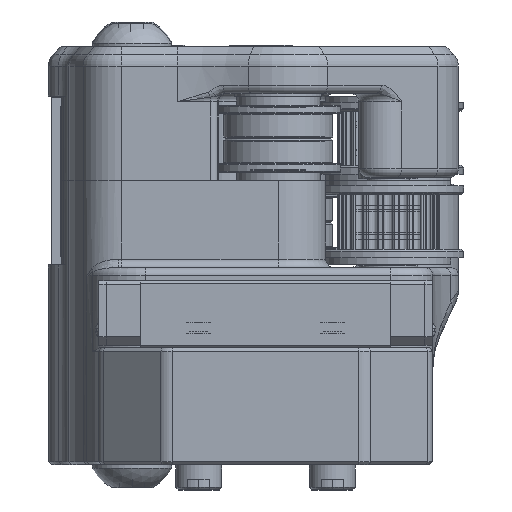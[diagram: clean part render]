
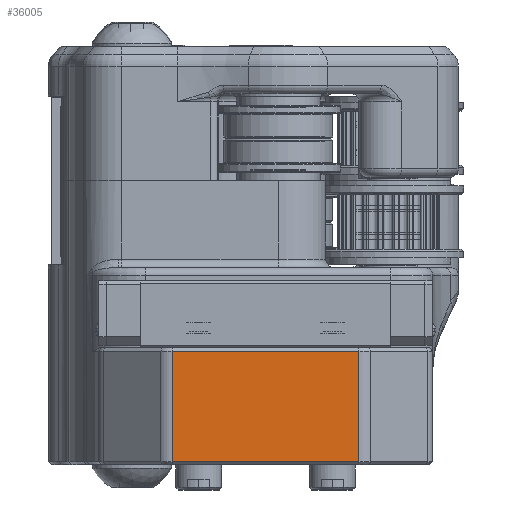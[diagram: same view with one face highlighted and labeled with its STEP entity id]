
A CAD part, front view. The second image highlights one B-rep face of the part: STEP entity #36005.
In plain terms, the highlighted planar face has unit normal (0, -1, 0).
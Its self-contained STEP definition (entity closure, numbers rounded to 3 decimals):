
#3512=LINE('',#61820,#6489);
#3515=LINE('',#61827,#6492);
#3559=LINE('',#61979,#6536);
#3560=LINE('',#61981,#6537);
#6489=VECTOR('',#49669,10.);
#6492=VECTOR('',#49676,10.);
#6536=VECTOR('',#49800,10.);
#6537=VECTOR('',#49803,10.);
#9817=FACE_OUTER_BOUND('',#12079,.T.);
#12079=EDGE_LOOP('',(#30875,#30876,#30877,#30878));
#17076=VERTEX_POINT('',#61771);
#17096=VERTEX_POINT('',#61819);
#17098=VERTEX_POINT('',#61825);
#17152=VERTEX_POINT('',#61968);
#21743=EDGE_CURVE('',#17076,#17096,#3512,.T.);
#21747=EDGE_CURVE('',#17098,#17076,#3515,.T.);
#21819=EDGE_CURVE('',#17152,#17098,#3559,.T.);
#21820=EDGE_CURVE('',#17096,#17152,#3560,.T.);
#30875=ORIENTED_EDGE('',*,*,#21747,.F.);
#30876=ORIENTED_EDGE('',*,*,#21819,.F.);
#30877=ORIENTED_EDGE('',*,*,#21820,.F.);
#30878=ORIENTED_EDGE('',*,*,#21743,.F.);
#34149=PLANE('',#40263);
#36005=ADVANCED_FACE('',(#9817),#34149,.T.);
#40263=AXIS2_PLACEMENT_3D('',#61983,#49805,#49806);
#49669=DIRECTION('',(1.,0.,0.));
#49676=DIRECTION('',(0.,0.,1.));
#49800=DIRECTION('',(-1.,0.,0.));
#49803=DIRECTION('',(0.,0.,-1.));
#49805=DIRECTION('center_axis',(0.,-1.,0.));
#49806=DIRECTION('ref_axis',(-1.,0.,0.));
#61771=CARTESIAN_POINT('',(-11.172,-195.3,-8.4));
#61819=CARTESIAN_POINT('',(11.172,-195.3,-8.4));
#61820=CARTESIAN_POINT('',(8.856,-195.3,-8.4));
#61825=CARTESIAN_POINT('',(-11.172,-195.3,-21.6));
#61827=CARTESIAN_POINT('',(-11.172,-195.3,-11.5));
#61968=CARTESIAN_POINT('',(11.172,-195.3,-21.6));
#61979=CARTESIAN_POINT('',(7.506,-195.3,-21.6));
#61981=CARTESIAN_POINT('',(11.172,-195.3,-11.5));
#61983=CARTESIAN_POINT('Origin',(20.,-195.3,-8.));
